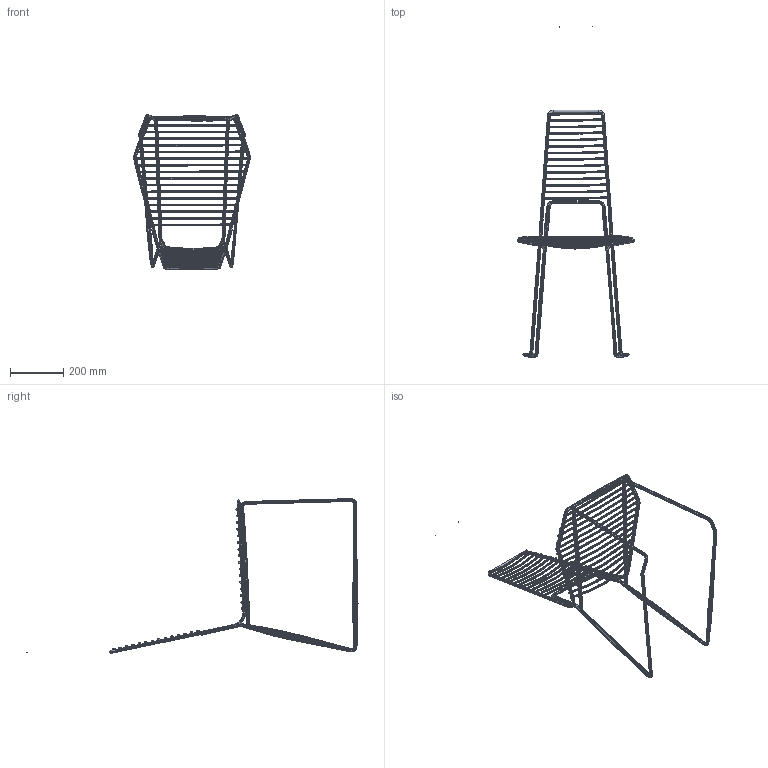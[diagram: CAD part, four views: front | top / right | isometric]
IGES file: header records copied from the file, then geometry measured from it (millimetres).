
Start section: SolidWorks IGES file using analytic representation for surfaces
Global section: file name: ALIENO SEDIA SCHIENALE BASSO.IGS; native system: SolidWorks 2016; preprocessor: SolidWorks 2016; author: serena.trevisiol; date: 170424.160242; units: millimetre
Bounding box: 438.26 x 1244.52 x 580.06 mm (x, y, z)
Surface area: 424865 mm2 (no closed solid volume)
Topology: 0 solids, 0 shells, 810 faces, 4384 edges, 4384 vertices
Faces by surface type: bspline 808, revolution 2
